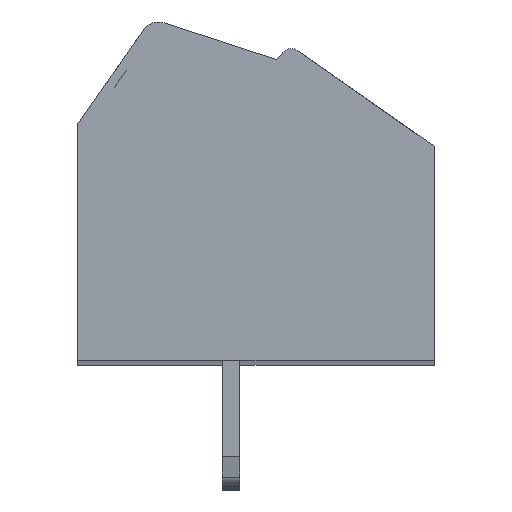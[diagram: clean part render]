
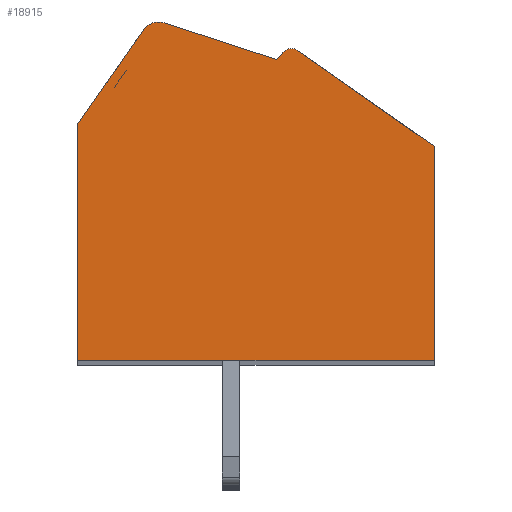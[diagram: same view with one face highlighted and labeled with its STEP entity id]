
A CAD part, top view. The second image highlights one B-rep face of the part: STEP entity #18915.
In plain terms, the highlighted planar face has unit normal (0, 0, 1).
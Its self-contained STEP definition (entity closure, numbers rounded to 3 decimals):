
#1605=DIRECTION('',(-0.951,0.309,0.));
#1606=VECTOR('',#1605,3.333);
#1607=CARTESIAN_POINT('',(0.588,3.695,1.75));
#1608=LINE('',#1607,#1606);
#1609=DIRECTION('',(-0.638,-0.77,0.));
#1610=VECTOR('',#1609,0.262);
#1611=CARTESIAN_POINT('',(0.755,3.897,1.75));
#1612=LINE('',#1611,#1610);
#1613=CARTESIAN_POINT('',(0.986,3.706,1.75));
#1614=DIRECTION('',(0.,0.,1.));
#1615=DIRECTION('',(0.574,0.819,0.));
#1616=AXIS2_PLACEMENT_3D('',#1613,#1614,#1615);
#1618=DIRECTION('',(-0.819,0.574,0.));
#1619=VECTOR('',#1618,4.691);
#1620=CARTESIAN_POINT('',(5.,1.261,1.75));
#1621=LINE('',#1620,#1619);
#1622=DIRECTION('',(0.,1.,0.));
#1623=VECTOR('',#1622,6.011);
#1624=CARTESIAN_POINT('',(5.,-4.75,1.75));
#1625=LINE('',#1624,#1623);
#1626=DIRECTION('',(1.,0.,0.));
#1627=VECTOR('',#1626,10.);
#1628=CARTESIAN_POINT('',(-5.,-4.75,1.75));
#1629=LINE('',#1628,#1627);
#1630=DIRECTION('',(0.,-1.,0.));
#1631=VECTOR('',#1630,6.64);
#1632=CARTESIAN_POINT('',(-5.,1.89,1.75));
#1633=LINE('',#1632,#1631);
#1634=DIRECTION('',(-0.574,-0.819,0.));
#1635=VECTOR('',#1634,3.231);
#1636=CARTESIAN_POINT('',(-3.147,4.537,1.75));
#1637=LINE('',#1636,#1635);
#1638=CARTESIAN_POINT('',(-2.737,4.25,1.75));
#1639=DIRECTION('',(0.,0.,1.));
#1640=DIRECTION('',(0.309,0.951,0.));
#1641=AXIS2_PLACEMENT_3D('',#1638,#1639,#1640);
#13575=CARTESIAN_POINT('',(0.588,3.695,1.75));
#13576=CARTESIAN_POINT('',(-2.583,4.726,1.75));
#13577=VERTEX_POINT('',#13575);
#13578=VERTEX_POINT('',#13576);
#13579=CARTESIAN_POINT('',(-3.147,4.537,1.75));
#13580=VERTEX_POINT('',#13579);
#13581=CARTESIAN_POINT('',(-5.,1.89,1.75));
#13582=VERTEX_POINT('',#13581);
#13583=CARTESIAN_POINT('',(-5.,-4.75,1.75));
#13584=VERTEX_POINT('',#13583);
#13585=CARTESIAN_POINT('',(5.,-4.75,1.75));
#13586=VERTEX_POINT('',#13585);
#13587=CARTESIAN_POINT('',(5.,1.261,1.75));
#13588=VERTEX_POINT('',#13587);
#13589=CARTESIAN_POINT('',(1.158,3.951,1.75));
#13590=VERTEX_POINT('',#13589);
#13591=CARTESIAN_POINT('',(0.755,3.897,1.75));
#13592=VERTEX_POINT('',#13591);
#18899=CARTESIAN_POINT('',(0.,0.,1.75));
#18900=DIRECTION('',(0.,0.,1.));
#18901=DIRECTION('',(1.,0.,0.));
#18902=AXIS2_PLACEMENT_3D('',#18899,#18900,#18901);
#18903=PLANE('',#18902);
#18904=ORIENTED_EDGE('',*,*,#17723,.F.);
#18905=ORIENTED_EDGE('',*,*,#17738,.F.);
#18906=ORIENTED_EDGE('',*,*,#17752,.F.);
#18907=ORIENTED_EDGE('',*,*,#17766,.F.);
#18908=ORIENTED_EDGE('',*,*,#18010,.F.);
#18909=ORIENTED_EDGE('',*,*,#18254,.F.);
#18910=ORIENTED_EDGE('',*,*,#18498,.F.);
#18911=ORIENTED_EDGE('',*,*,#18742,.F.);
#18912=ORIENTED_EDGE('',*,*,#18893,.F.);
#18913=EDGE_LOOP('',(#18904,#18905,#18906,#18907,#18908,#18909,#18910,#18911,
#18912));
#18914=FACE_OUTER_BOUND('',#18913,.F.);
#1617=CIRCLE('',#1616,0.3);
#1642=CIRCLE('',#1641,0.5);
#17723=EDGE_CURVE('',#13577,#13578,#1608,.T.);
#17738=EDGE_CURVE('',#13592,#13577,#1612,.T.);
#17752=EDGE_CURVE('',#13590,#13592,#1617,.T.);
#17766=EDGE_CURVE('',#13588,#13590,#1621,.T.);
#18010=EDGE_CURVE('',#13586,#13588,#1625,.T.);
#18254=EDGE_CURVE('',#13584,#13586,#1629,.T.);
#18498=EDGE_CURVE('',#13582,#13584,#1633,.T.);
#18742=EDGE_CURVE('',#13580,#13582,#1637,.T.);
#18893=EDGE_CURVE('',#13578,#13580,#1642,.T.);
#18915=ADVANCED_FACE('',(#18914),#18903,.T.);
